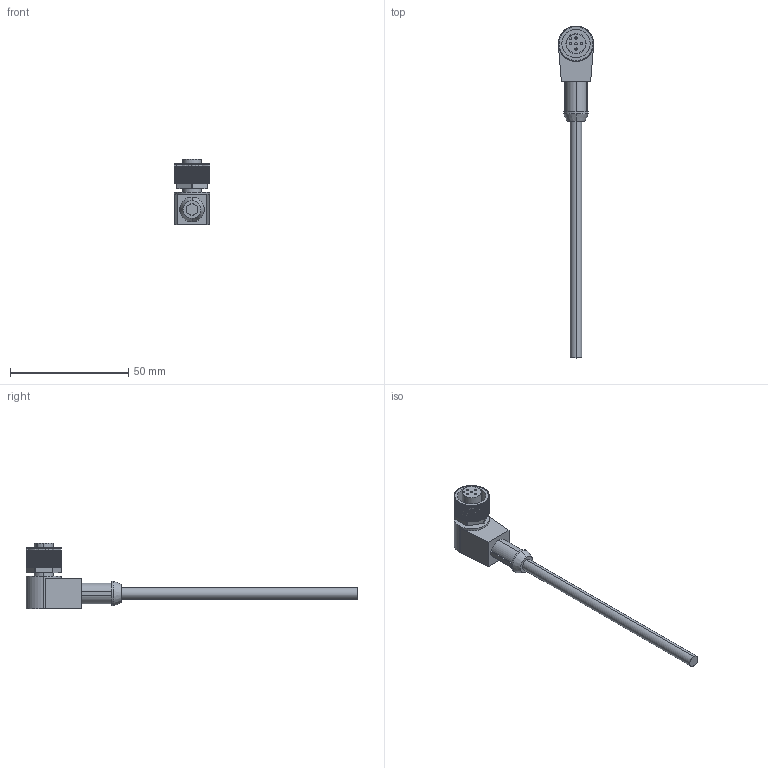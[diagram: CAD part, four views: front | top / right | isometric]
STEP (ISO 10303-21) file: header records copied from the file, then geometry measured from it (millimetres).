
FILE_DESCRIPTION (( 'STEP AP203' ), '1' );
FILE_NAME ('CD12M-0D-050-C1-A.step', '2022-10-27T12:58:26', ( '' ), ( '' ), 'SwSTEP 2.0', 'SolidWorks 2021', '' );
FILE_SCHEMA (( 'CONFIG_CONTROL_DESIGN' ));
Length unit declared in the file: inch
Products named in the file (1): CD12M-0D-050-C1-A
Bounding box: 14.9 x 140.3 x 27.5 mm (x, y, z)
Volume: 8514.2 mm3; surface area: 5495.3 mm2
Topology: 4 solids, 4 shells, 326 faces, 898 edges, 588 vertices
Faces by surface type: plane 218, cylinder 106, cone 2
Entity records: 10407 total; most frequent: CARTESIAN_POINT 1813, ORIENTED_EDGE 1796, DIRECTION 1776, EDGE_CURVE 898, VECTOR 674, LINE 674, VERTEX_POINT 588, AXIS2_PLACEMENT_3D 551
